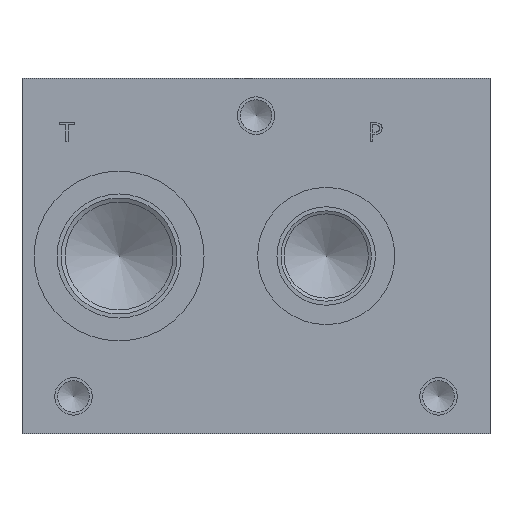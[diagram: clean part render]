
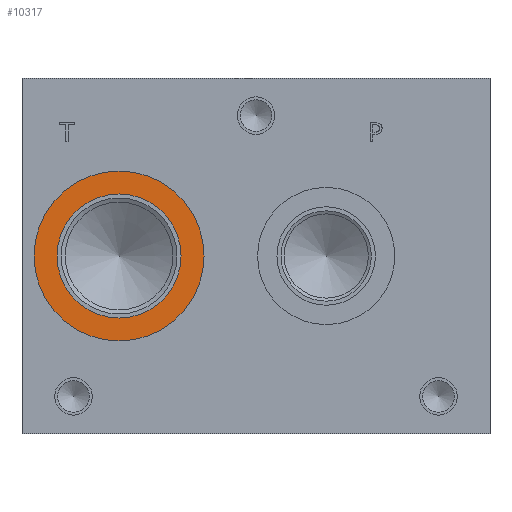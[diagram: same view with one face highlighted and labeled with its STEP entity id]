
A CAD part, left-side view. The second image highlights one B-rep face of the part: STEP entity #10317.
In plain terms, the highlighted planar face has unit normal (-1, 0, 0).
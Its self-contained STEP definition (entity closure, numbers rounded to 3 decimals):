
#211=CIRCLE('',#10871,28.829);
#212=CIRCLE('',#10872,28.829);
#213=CIRCLE('',#10874,21.031);
#214=CIRCLE('',#10875,21.031);
#400=FACE_BOUND('',#1823,.T.);
#750=PLANE('',#10873);
#1225=FACE_OUTER_BOUND('',#1822,.T.);
#1822=EDGE_LOOP('',(#8982,#8983));
#1823=EDGE_LOOP('',(#8984,#8985));
#4977=VERTEX_POINT('',#17158);
#4978=VERTEX_POINT('',#17160);
#4979=VERTEX_POINT('',#17164);
#4980=VERTEX_POINT('',#17165);
#6356=EDGE_CURVE('',#4977,#4978,#211,.T.);
#6357=EDGE_CURVE('',#4978,#4977,#212,.T.);
#6358=EDGE_CURVE('',#4979,#4980,#213,.T.);
#6359=EDGE_CURVE('',#4980,#4979,#214,.T.);
#8982=ORIENTED_EDGE('',*,*,#6357,.F.);
#8983=ORIENTED_EDGE('',*,*,#6356,.F.);
#8984=ORIENTED_EDGE('',*,*,#6358,.T.);
#8985=ORIENTED_EDGE('',*,*,#6359,.T.);
#10317=ADVANCED_FACE('',(#1225,#400),#750,.F.);
#10871=AXIS2_PLACEMENT_3D('',#17161,#12952,#12953);
#10872=AXIS2_PLACEMENT_3D('',#17162,#12954,#12955);
#10873=AXIS2_PLACEMENT_3D('',#17163,#12956,#12957);
#10874=AXIS2_PLACEMENT_3D('',#17166,#12958,#12959);
#10875=AXIS2_PLACEMENT_3D('',#17167,#12960,#12961);
#12952=DIRECTION('center_axis',(1.,0.,0.));
#12953=DIRECTION('ref_axis',(0.,0.,-1.));
#12954=DIRECTION('center_axis',(1.,0.,0.));
#12955=DIRECTION('ref_axis',(0.,0.,-1.));
#12956=DIRECTION('center_axis',(1.,0.,0.));
#12957=DIRECTION('ref_axis',(0.,0.,-1.));
#12958=DIRECTION('center_axis',(1.,0.,0.));
#12959=DIRECTION('ref_axis',(0.,0.,-1.));
#12960=DIRECTION('center_axis',(1.,0.,0.));
#12961=DIRECTION('ref_axis',(0.,0.,-1.));
#17158=CARTESIAN_POINT('',(0.787,125.832,31.496));
#17160=CARTESIAN_POINT('',(0.787,125.832,89.154));
#17161=CARTESIAN_POINT('Origin',(0.787,125.832,60.325));
#17162=CARTESIAN_POINT('Origin',(0.787,125.832,60.325));
#17163=CARTESIAN_POINT('Origin',(0.787,125.832,81.356));
#17164=CARTESIAN_POINT('',(0.787,125.832,81.356));
#17165=CARTESIAN_POINT('',(0.787,125.832,39.294));
#17166=CARTESIAN_POINT('Origin',(0.787,125.832,60.325));
#17167=CARTESIAN_POINT('Origin',(0.787,125.832,60.325));
